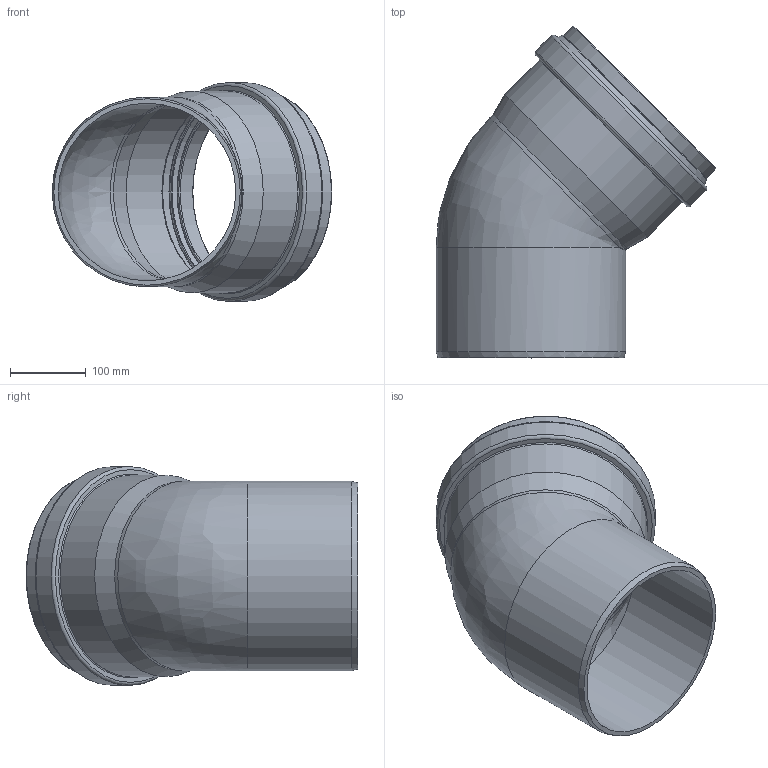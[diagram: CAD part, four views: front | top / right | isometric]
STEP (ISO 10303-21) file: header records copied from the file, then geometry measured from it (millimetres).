
FILE_DESCRIPTION(/* description */ (''),/* implementation_level */ '2;1');
FILE_NAME(/* name */ '771720 KG2000B Bogen DN_OD 250_45°.stp',/* time_stamp */ '2017-01-30T14:32:03+01:00',/* author */ ('user1'),/* organization */ (''),/* preprocessor_version */ 'ST-DEVELOPER v16.1',/* originating_system */ 'Autodesk Inventor 2016',/* authorisation */ '');
FILE_SCHEMA (('AUTOMOTIVE_DESIGN { 1 0 10303 214 3 1 1 }'));
Length unit declared in the file: millimetre
Products named in the file (1): 771720 KG2000B Bogen DN_OD 250_45°
Bounding box: 369 x 438 x 289 mm (x, y, z)
Volume: 2393720.7 mm3; surface area: 669175.6 mm2
Topology: 1 solids, 1 shells, 41 faces, 82 edges, 44 vertices
Faces by surface type: torus 14, cylinder 11, cone 8, plane 5, bspline 3
Full cylindrical faces by diameter (mm): 234.3 x2, 250.3 x2, 251.7 x1, 252.1 x2, 266.1 x1, 266.5 x1, 274.6 x1, 289 x1
Entity records: 940 total; most frequent: CARTESIAN_POINT 214, DIRECTION 162, ORIENTED_EDGE 88, AXIS2_PLACEMENT_3D 81, EDGE_LOOP 79, EDGE_CURVE 44, FACE_OUTER_BOUND 41, VERTEX_POINT 41
